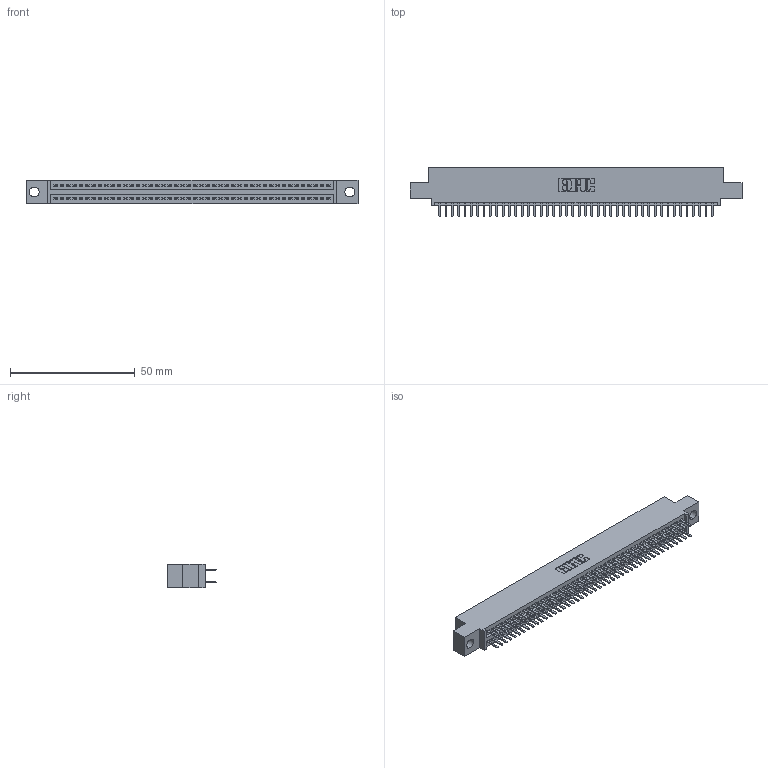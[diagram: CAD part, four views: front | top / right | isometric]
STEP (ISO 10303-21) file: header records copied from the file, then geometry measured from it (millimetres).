
FILE_DESCRIPTION (( 'STEP AP203' ), '1' );
FILE_NAME ('345-088-520-504.STEP', '2021-05-20T13:54:32', ( '' ), ( '' ), 'SwSTEP 2.0', 'SolidWorks 2020', '' );
FILE_SCHEMA (( 'CONFIG_CONTROL_DESIGN' ));
Length unit declared in the file: inch
Products named in the file (3): 345 Part_0.110 Offset - 0.156 Dia-TI; 345-292-001_345-293-120; 345-088-520-504
Assembly tree (89 placements, depth 2):
  345-088-520-504
    345 Part_0.110 Offset - 0.156 Dia-TI
    345-292-001_345-293-120  x88
Bounding box: 132.97 x 19.68 x 9.4 mm (x, y, z)
Volume: 12717.3 mm3; surface area: 18699.2 mm2
Topology: 89 solids, 89 shells, 4896 faces, 14205 edges, 9234 vertices
Faces by surface type: plane 3178, cylinder 1718
Entity records: 34919 total; most frequent: CARTESIAN_POINT 5870, ORIENTED_EDGE 5790, DIRECTION 5159, EDGE_CURVE 2895, LINE 2583, VECTOR 2583, VERTEX_POINT 1926, AXIS2_PLACEMENT_3D 1288
